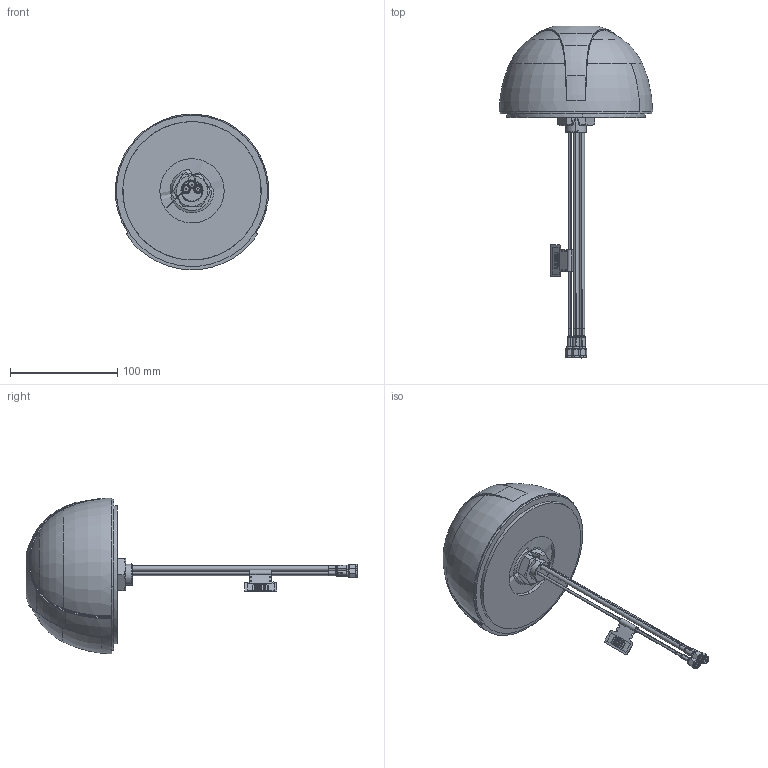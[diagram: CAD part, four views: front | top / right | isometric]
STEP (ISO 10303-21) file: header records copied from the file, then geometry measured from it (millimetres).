
FILE_DESCRIPTION (( 'STEP AP214' ), '1' );
FILE_NAME ('MA710.A.ABI.001_Web.STEP', '2022-03-25T09:34:20', ( '' ), ( '' ), 'SwSTEP 2.0', 'SolidWorks 2018', '' );
FILE_SCHEMA (( 'AUTOMOTIVE_DESIGN' ));
Length unit declared in the file: millimetre
Products named in the file (1): MA710.A.ABI.001_Web
Bounding box: 143.17 x 309.7 x 145.09 mm (x, y, z)
Surface area: 115309.6 mm2 (no closed solid volume)
Topology: 0 solids, 26 shells, 241 faces, 943 edges, 721 vertices
Faces by surface type: cylinder 70, plane 64, bspline 46, torus 38, cone 23
Entity records: 25798 total; most frequent: CARTESIAN_POINT 17457, ORIENTED_EDGE 1434, EDGE_CURVE 933, B_SPLINE_CURVE_WITH_KNOTS 883, VERTEX_POINT 721, DIRECTION 442, EDGE_LOOP 292, ADVANCED_FACE 241
